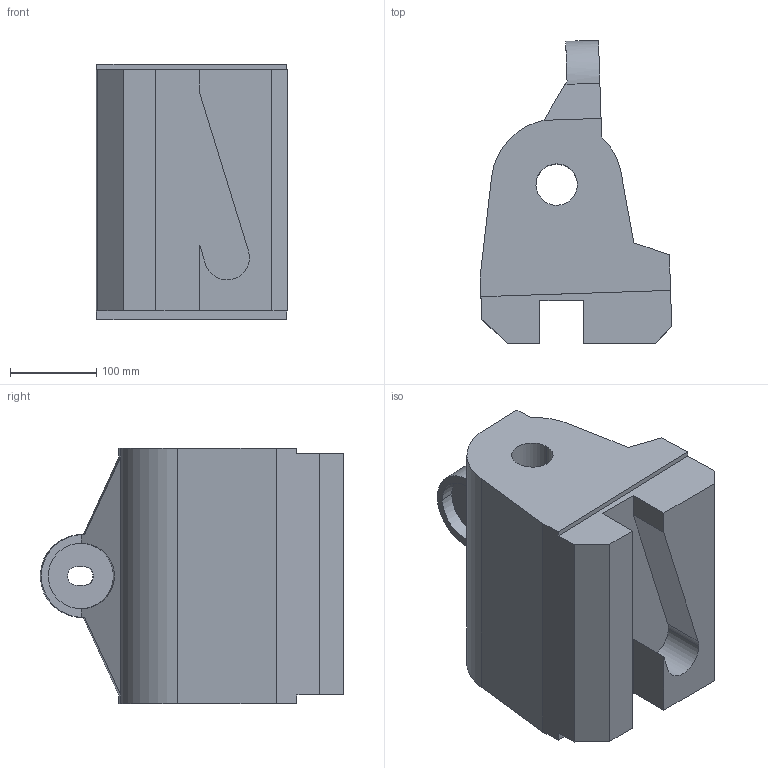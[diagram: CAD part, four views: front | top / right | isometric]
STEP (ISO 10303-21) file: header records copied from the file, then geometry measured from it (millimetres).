
FILE_DESCRIPTION (( 'STEP AP203' ), '1' );
FILE_NAME ('聆彸.STEP', '2021-12-08T12:23:31', ( '' ), ( '' ), 'SwSTEP 2.0', 'SolidWorks 2018', '' );
FILE_SCHEMA (( 'CONFIG_CONTROL_DESIGN' ));
Length unit declared in the file: millimetre
Products named in the file (1): 聆彸
Bounding box: 222.04 x 351.49 x 296 mm (x, y, z)
Volume: 12034702.4 mm3; surface area: 437596.9 mm2
Topology: 1 solids, 1 shells, 42 faces, 118 edges, 78 vertices
Faces by surface type: plane 31, cylinder 11
Entity records: 1433 total; most frequent: CARTESIAN_POINT 251, ORIENTED_EDGE 236, DIRECTION 222, EDGE_CURVE 118, LINE 92, VECTOR 92, VERTEX_POINT 78, AXIS2_PLACEMENT_3D 65
